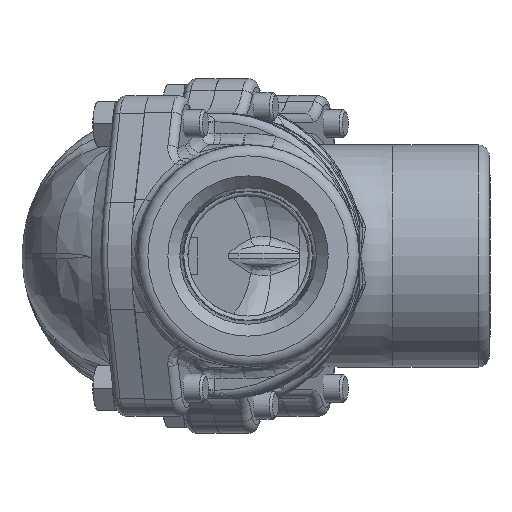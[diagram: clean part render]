
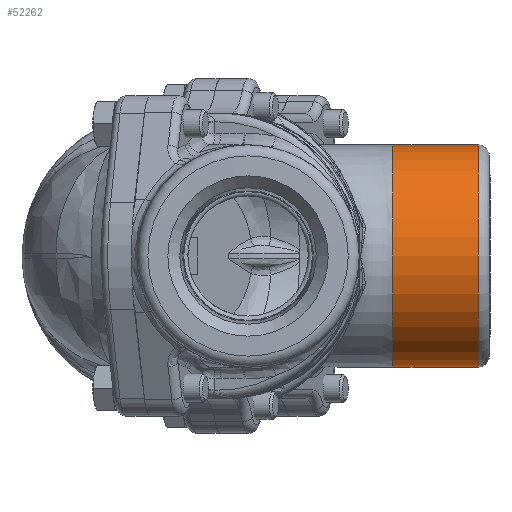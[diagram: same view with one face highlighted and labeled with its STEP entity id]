
A CAD part, left-side view. The second image highlights one B-rep face of the part: STEP entity #52262.
In plain terms, the highlighted cylindrical face has radius 31.353 mm (diameter 62.706 mm), a full revolution.
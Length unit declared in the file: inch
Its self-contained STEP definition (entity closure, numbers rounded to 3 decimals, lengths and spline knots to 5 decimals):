
#424=ELLIPSE('',#54809,1.28699,1.23438);
#1508=B_SPLINE_CURVE_WITH_KNOTS('',3,(#64407,#64408,#64409,#64410,#64411,
#64412,#64413,#64414),.UNSPECIFIED.,.F.,.F.,(4,2,2,4),(-2.06822,
-1.95154,0.,0.02546),.UNSPECIFIED.);
#1509=B_SPLINE_CURVE_WITH_KNOTS('',3,(#64420,#64421,#64422,#64423,#64424,
#64425,#64426,#64427),.UNSPECIFIED.,.F.,.F.,(4,2,2,4),(-4.0295,
-4.00604,-2.2082,-2.10071),.UNSPECIFIED.);
#1553=B_SPLINE_CURVE_WITH_KNOTS('',3,(#65757,#65758,#65759,#65760,#65761,
#65762,#65763),.UNSPECIFIED.,.F.,.F.,(4,3,4),(4.4052,4.41405,
4.42588),.UNSPECIFIED.);
#1556=B_SPLINE_CURVE_WITH_KNOTS('',3,(#65861,#65862,#65863,#65864,#65865,
#65866,#65867),.UNSPECIFIED.,.F.,.F.,(4,3,4),(0.,0.02091,0.02629),
 .UNSPECIFIED.);
#8963=FACE_OUTER_BOUND('',#12151,.T.);
#12151=EDGE_LOOP('',(#42591,#42592,#42593,#42594,#42595,#42596,#42597,#42598,
#42599,#42600,#42601,#42602));
#15382=LINE('',#118369,#18388);
#18388=VECTOR('',#59706,1.23438);
#19780=CIRCLE('',#53893,1.23438);
#19781=CIRCLE('',#53894,1.23438);
#20061=CIRCLE('',#54798,1.23438);
#20062=CIRCLE('',#54799,1.23438);
#20067=CIRCLE('',#54804,1.23438);
#20698=VERTEX_POINT('',#64399);
#20699=VERTEX_POINT('',#64406);
#20700=VERTEX_POINT('',#64415);
#20701=VERTEX_POINT('',#64417);
#20702=VERTEX_POINT('',#64419);
#20754=VERTEX_POINT('',#65756);
#20755=VERTEX_POINT('',#65829);
#23492=VERTEX_POINT('',#118349);
#23493=VERTEX_POINT('',#118350);
#23494=VERTEX_POINT('',#118352);
#25986=EDGE_CURVE('',#20698,#20699,#1508,.T.);
#25987=EDGE_CURVE('',#20700,#20699,#19780,.T.);
#25988=EDGE_CURVE('',#20701,#20700,#19781,.T.);
#25989=EDGE_CURVE('',#20701,#20702,#1509,.T.);
#26070=EDGE_CURVE('',#20754,#20702,#1553,.T.);
#26075=EDGE_CURVE('',#20698,#20755,#1556,.T.);
#30246=EDGE_CURVE('',#23492,#23493,#20061,.T.);
#30247=EDGE_CURVE('',#23493,#23494,#20062,.T.);
#30252=EDGE_CURVE('',#23494,#23492,#20067,.T.);
#30256=EDGE_CURVE('',#23493,#20700,#15382,.T.);
#30257=EDGE_CURVE('',#20754,#20755,#424,.T.);
#42591=ORIENTED_EDGE('',*,*,#30246,.F.);
#42592=ORIENTED_EDGE('',*,*,#30252,.F.);
#42593=ORIENTED_EDGE('',*,*,#30247,.F.);
#42594=ORIENTED_EDGE('',*,*,#30256,.T.);
#42595=ORIENTED_EDGE('',*,*,#25987,.T.);
#42596=ORIENTED_EDGE('',*,*,#25986,.F.);
#42597=ORIENTED_EDGE('',*,*,#26075,.T.);
#42598=ORIENTED_EDGE('',*,*,#30257,.F.);
#42599=ORIENTED_EDGE('',*,*,#26070,.T.);
#42600=ORIENTED_EDGE('',*,*,#25989,.F.);
#42601=ORIENTED_EDGE('',*,*,#25988,.T.);
#42602=ORIENTED_EDGE('',*,*,#30256,.F.);
#50530=CYLINDRICAL_SURFACE('',#54808,1.23438);
#52262=ADVANCED_FACE('',(#8963),#50530,.T.);
#53893=AXIS2_PLACEMENT_3D('',#64416,#56244,#56245);
#53894=AXIS2_PLACEMENT_3D('',#64418,#56246,#56247);
#54798=AXIS2_PLACEMENT_3D('',#118351,#59683,#59684);
#54799=AXIS2_PLACEMENT_3D('',#118353,#59685,#59686);
#54804=AXIS2_PLACEMENT_3D('',#118361,#59695,#59696);
#54808=AXIS2_PLACEMENT_3D('',#118368,#59704,#59705);
#54809=AXIS2_PLACEMENT_3D('',#118370,#59707,#59708);
#56244=DIRECTION('center_axis',(0.,-1.,0.));
#56245=DIRECTION('ref_axis',(1.,0.,0.));
#56246=DIRECTION('center_axis',(0.,-1.,0.));
#56247=DIRECTION('ref_axis',(1.,0.,0.));
#59683=DIRECTION('center_axis',(0.,-1.,0.));
#59684=DIRECTION('ref_axis',(-1.,0.,0.));
#59685=DIRECTION('center_axis',(0.,-1.,0.));
#59686=DIRECTION('ref_axis',(-1.,0.,0.));
#59695=DIRECTION('center_axis',(0.,-1.,0.));
#59696=DIRECTION('ref_axis',(-1.,0.,0.));
#59704=DIRECTION('center_axis',(0.,-1.,0.));
#59705=DIRECTION('ref_axis',(1.,0.,0.));
#59706=DIRECTION('',(0.,1.,0.));
#59707=DIRECTION('center_axis',(0.283,0.959,0.));
#59708=DIRECTION('ref_axis',(0.959,-0.283,0.));
#64399=CARTESIAN_POINT('',(-0.10229,-0.79789,-1.23013));
#64406=CARTESIAN_POINT('',(0.,-1.60938,-1.23438));
#64407=CARTESIAN_POINT('Ctrl Pts',(-0.10229,-0.79789,
-1.23013));
#64408=CARTESIAN_POINT('Ctrl Pts',(-0.09859,-0.81259,
-1.23044));
#64409=CARTESIAN_POINT('Ctrl Pts',(-0.09497,-0.82735,
-1.23072));
#64410=CARTESIAN_POINT('Ctrl Pts',(-0.03239,-1.0899,
-1.23537));
#64411=CARTESIAN_POINT('Ctrl Pts',(-0.00081,-1.34324,
-1.23437));
#64412=CARTESIAN_POINT('Ctrl Pts',(-0.00001,-1.60269,
-1.23438));
#64413=CARTESIAN_POINT('Ctrl Pts',(0.,-1.60603,
-1.23438));
#64414=CARTESIAN_POINT('Ctrl Pts',(0.,-1.60938,-1.23438));
#64415=CARTESIAN_POINT('',(-1.23438,-1.60938,0.));
#64416=CARTESIAN_POINT('Origin',(0.,-1.60938,0.));
#64417=CARTESIAN_POINT('',(0.,-1.60938,1.23438));
#64418=CARTESIAN_POINT('Origin',(0.,-1.60938,0.));
#64419=CARTESIAN_POINT('',(-0.10229,-0.79789,1.23013));
#64420=CARTESIAN_POINT('Ctrl Pts',(0.,-1.60938,1.23438));
#64421=CARTESIAN_POINT('Ctrl Pts',(0.,-1.60603,
1.23438));
#64422=CARTESIAN_POINT('Ctrl Pts',(-0.00001,-1.60269,
1.23438));
#64423=CARTESIAN_POINT('Ctrl Pts',(-0.00081,-1.34324,
1.23437));
#64424=CARTESIAN_POINT('Ctrl Pts',(-0.03239,-1.0899,
1.23537));
#64425=CARTESIAN_POINT('Ctrl Pts',(-0.09497,-0.82735,
1.23072));
#64426=CARTESIAN_POINT('Ctrl Pts',(-0.09859,-0.81259,
1.23044));
#64427=CARTESIAN_POINT('Ctrl Pts',(-0.10229,-0.79789,
1.23013));
#65756=CARTESIAN_POINT('',(-0.10241,-0.78772,1.23012));
#65757=CARTESIAN_POINT('Ctrl Pts',(-0.10241,-0.78773,
1.23014));
#65758=CARTESIAN_POINT('Ctrl Pts',(-0.10278,-0.78914,
1.23011));
#65759=CARTESIAN_POINT('Ctrl Pts',(-0.10298,-0.79058,
1.23008));
#65760=CARTESIAN_POINT('Ctrl Pts',(-0.10301,-0.79205,
1.23008));
#65761=CARTESIAN_POINT('Ctrl Pts',(-0.10304,-0.79402,
1.23007));
#65762=CARTESIAN_POINT('Ctrl Pts',(-0.10277,-0.79598,
1.23009));
#65763=CARTESIAN_POINT('Ctrl Pts',(-0.10229,-0.79789,
1.23013));
#65829=CARTESIAN_POINT('',(-0.10241,-0.78772,-1.23012));
#65861=CARTESIAN_POINT('Ctrl Pts',(-0.10229,-0.79789,
-1.23013));
#65862=CARTESIAN_POINT('Ctrl Pts',(-0.10296,-0.79522,
-1.23007));
#65863=CARTESIAN_POINT('Ctrl Pts',(-0.10321,-0.79249,
-1.23006));
#65864=CARTESIAN_POINT('Ctrl Pts',(-0.10283,-0.78978,
-1.2301));
#65865=CARTESIAN_POINT('Ctrl Pts',(-0.10273,-0.78908,
-1.23011));
#65866=CARTESIAN_POINT('Ctrl Pts',(-0.10259,-0.7884,
-1.23013));
#65867=CARTESIAN_POINT('Ctrl Pts',(-0.10241,-0.78773,
-1.23014));
#118349=CARTESIAN_POINT('',(1.23438,-2.55673,0.));
#118350=CARTESIAN_POINT('',(-1.23438,-2.55673,0.));
#118351=CARTESIAN_POINT('Origin',(0.,-2.55673,
0.));
#118352=CARTESIAN_POINT('',(0.,-2.55673,-1.23438));
#118353=CARTESIAN_POINT('Origin',(0.,-2.55673,
0.));
#118361=CARTESIAN_POINT('Origin',(0.,-2.55673,
0.));
#118368=CARTESIAN_POINT('Origin',(0.,-1.60938,0.));
#118369=CARTESIAN_POINT('',(-1.23438,-1.60938,0.));
#118370=CARTESIAN_POINT('Origin',(0.,-0.81794,
0.));
